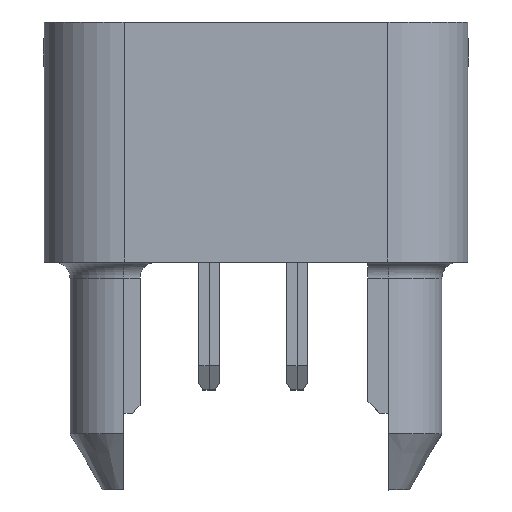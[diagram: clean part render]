
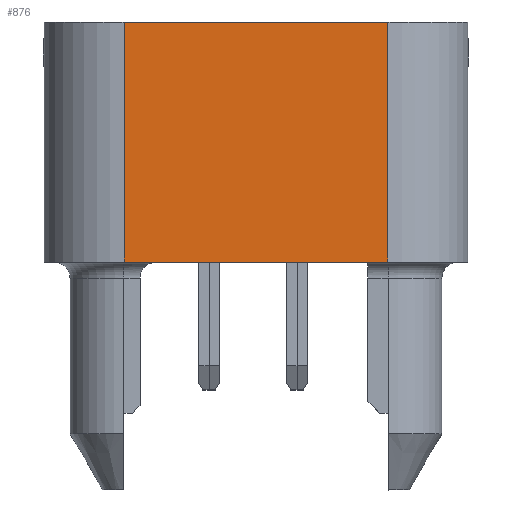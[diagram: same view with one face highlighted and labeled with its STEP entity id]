
A CAD part, top view. The second image highlights one B-rep face of the part: STEP entity #876.
In plain terms, the highlighted planar face has unit normal (0, 0, 1).
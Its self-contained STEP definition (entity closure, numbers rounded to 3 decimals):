
#876=ADVANCED_FACE('',(#1887),#1485,.T.);
#1485=PLANE('',#10952);
#1887=FACE_OUTER_BOUND('',#2491,.T.);
#2491=EDGE_LOOP('',(#3134,#3135,#3136,#3137));
#3134=ORIENTED_EDGE('',*,*,#7352,.F.);
#3135=ORIENTED_EDGE('',*,*,#7353,.T.);
#3136=ORIENTED_EDGE('',*,*,#7354,.F.);
#3137=ORIENTED_EDGE('',*,*,#7355,.T.);
#6328=VERTEX_POINT('',#14444);
#6329=VERTEX_POINT('',#14445);
#6330=VERTEX_POINT('',#14447);
#6331=VERTEX_POINT('',#14449);
#7352=EDGE_CURVE('',#6328,#6329,#8949,.T.);
#7353=EDGE_CURVE('',#6328,#6330,#8950,.T.);
#7354=EDGE_CURVE('',#6331,#6330,#8951,.T.);
#7355=EDGE_CURVE('',#6331,#6329,#8952,.T.);
#8949=LINE('',#14443,#9950);
#8950=LINE('',#14446,#9951);
#8951=LINE('',#14448,#9952);
#8952=LINE('',#14450,#9953);
#9950=VECTOR('',#11783,1.);
#9951=VECTOR('',#11784,1.);
#9952=VECTOR('',#11785,1.);
#9953=VECTOR('',#11786,1.);
#10952=AXIS2_PLACEMENT_3D('',#14451,#11787,#11788);
#11783=DIRECTION('',(0.,1.,0.));
#11784=DIRECTION('',(1.,0.,0.));
#11785=DIRECTION('',(0.,-1.,0.));
#11786=DIRECTION('',(-1.,0.,0.));
#11787=DIRECTION('',(0.,0.,1.));
#11788=DIRECTION('',(1.,0.,0.));
#14443=CARTESIAN_POINT('',(5.,-40.039,10.));
#14444=CARTESIAN_POINT('',(5.,-14.996,10.));
#14445=CARTESIAN_POINT('',(5.,0.,10.));
#14446=CARTESIAN_POINT('',(24.794,-14.996,10.));
#14447=CARTESIAN_POINT('',(21.5,-14.996,10.));
#14448=CARTESIAN_POINT('',(21.5,9.392,10.));
#14449=CARTESIAN_POINT('',(21.5,0.,10.));
#14450=CARTESIAN_POINT('',(41.294,0.,10.));
#14451=CARTESIAN_POINT('',(7.453,-31.95,10.));
